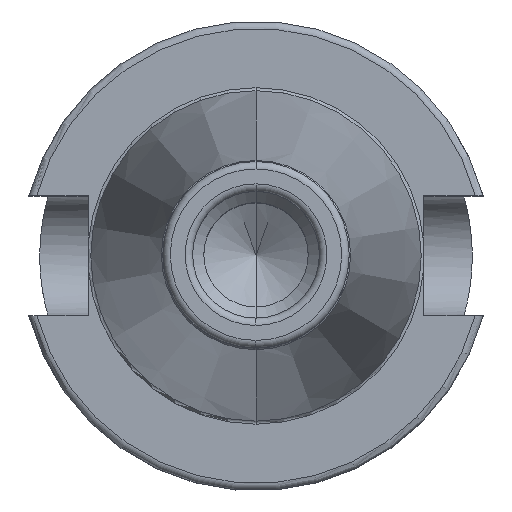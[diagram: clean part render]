
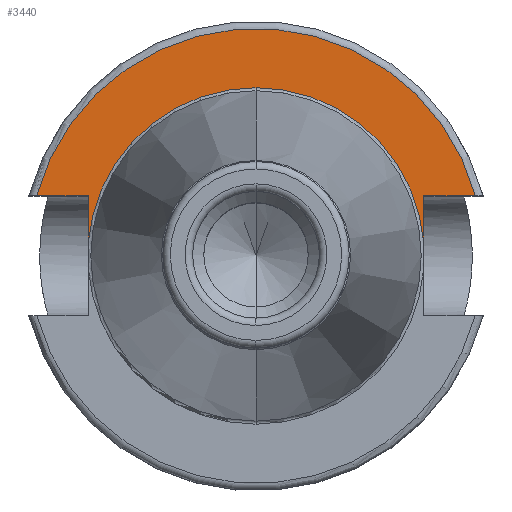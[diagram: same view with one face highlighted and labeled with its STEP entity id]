
A CAD part, top view. The second image highlights one B-rep face of the part: STEP entity #3440.
In plain terms, the highlighted planar face has unit normal (0, 0, 1).
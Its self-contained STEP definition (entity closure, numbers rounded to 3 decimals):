
#979=CARTESIAN_POINT('',(0,0,10));
#980=DIRECTION('',(0,0,1));
#981=DIRECTION('',(0.965,0.264,0));
#982=AXIS2_PLACEMENT_3D('',#979,#980,#981);
#1029=DIRECTION('',(0,1,0));
#1030=VECTOR('',#1029,6.317);
#1031=CARTESIAN_POINT('',(-22.5,1.733,10));
#1032=LINE('',#1031,#1030);
#1033=DIRECTION('',(1,0,0));
#1034=VECTOR('',#1033,6.918);
#1035=CARTESIAN_POINT('',(-29.418,8.05,10));
#1036=LINE('',#1035,#1034);
#1037=DIRECTION('',(-1,0,0));
#1038=VECTOR('',#1037,6.918);
#1039=CARTESIAN_POINT('',(29.418,8.05,10));
#1040=LINE('',#1039,#1038);
#1041=DIRECTION('',(0,-1,0));
#1042=VECTOR('',#1041,6.317);
#1043=CARTESIAN_POINT('',(22.5,8.05,10));
#1044=LINE('',#1043,#1042);
#1054=CARTESIAN_POINT('',(0,0,10));
#1055=DIRECTION('',(0,0,1));
#1056=DIRECTION('',(0,1,0));
#1057=AXIS2_PLACEMENT_3D('',#1054,#1055,#1056);
#1088=CARTESIAN_POINT('',(0,0,10));
#1089=DIRECTION('',(0,0,-1));
#1090=DIRECTION('',(0,1,0));
#1091=AXIS2_PLACEMENT_3D('',#1088,#1089,#1090);
#1848=CARTESIAN_POINT('',(0,22.567,10));
#1850=VERTEX_POINT('',#1848);
#1964=CARTESIAN_POINT('',(-22.5,1.733,10));
#1965=CARTESIAN_POINT('',(-22.5,8.05,10));
#1966=VERTEX_POINT('',#1964);
#1967=VERTEX_POINT('',#1965);
#1968=CARTESIAN_POINT('',(-29.418,8.05,10));
#1969=VERTEX_POINT('',#1968);
#1970=CARTESIAN_POINT('',(22.5,8.05,10));
#1971=CARTESIAN_POINT('',(22.5,1.733,10));
#1972=VERTEX_POINT('',#1970);
#1973=VERTEX_POINT('',#1971);
#1980=CARTESIAN_POINT('',(29.418,8.05,10));
#1981=VERTEX_POINT('',#1980);
#3422=CARTESIAN_POINT('',(0,0,10));
#3423=DIRECTION('',(0,0,-1));
#3424=DIRECTION('',(0,-1,0));
#3425=AXIS2_PLACEMENT_3D('',#3422,#3423,#3424);
#3426=PLANE('',#3425);
#3427=ORIENTED_EDGE('',*,*,#3256,.T.);
#3428=ORIENTED_EDGE('',*,*,#3241,.F.);
#3429=ORIENTED_EDGE('',*,*,#3394,.F.);
#3431=ORIENTED_EDGE('',*,*,#3430,.T.);
#3433=ORIENTED_EDGE('',*,*,#3432,.T.);
#3435=ORIENTED_EDGE('',*,*,#3434,.F.);
#3437=ORIENTED_EDGE('',*,*,#3436,.T.);
#3438=EDGE_LOOP('',(#3427,#3428,#3429,#3431,#3433,#3435,#3437));
#3439=FACE_OUTER_BOUND('',#3438,.F.);
#3440=ADVANCED_FACE('',(#3439),#3426,.F.);
#983=CIRCLE('',#982,30.5);
#1058=CIRCLE('',#1057,22.567);
#1092=CIRCLE('',#1091,22.567);
#3241=EDGE_CURVE('',#1969,#1967,#1036,.T.);
#3256=EDGE_CURVE('',#1966,#1967,#1032,.T.);
#3394=EDGE_CURVE('',#1981,#1969,#983,.T.);
#3430=EDGE_CURVE('',#1981,#1972,#1040,.T.);
#3432=EDGE_CURVE('',#1972,#1973,#1044,.T.);
#3434=EDGE_CURVE('',#1850,#1973,#1092,.T.);
#3436=EDGE_CURVE('',#1850,#1966,#1058,.T.);
